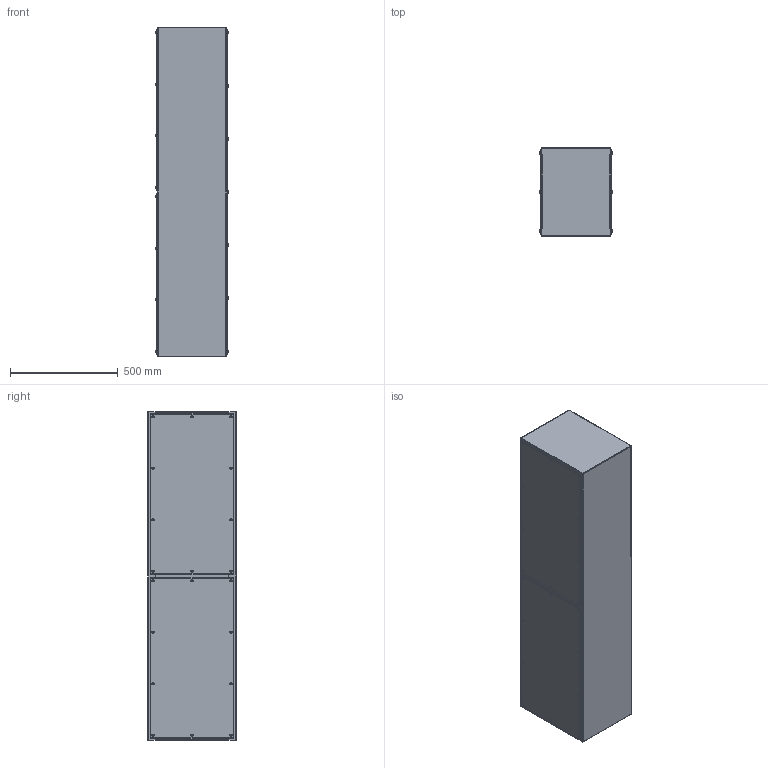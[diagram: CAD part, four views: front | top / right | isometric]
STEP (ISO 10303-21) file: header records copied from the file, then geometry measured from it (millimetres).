
FILE_DESCRIPTION(/* description */ ('NUT,RIV,C.END.10-32X.080-.130G'),/* implementation_level */ '2;1');
FILE_NAME(/* name */ 'WC1460T.stp',/* time_stamp */ '2017-06-26T15:07:35-05:00',/* author */ ('wford'),/* organization */ ('HUBBELL-WIEGMANN'),/* preprocessor_version */ 'ST-DEVELOPER v16.1',/* originating_system */ 'Autodesk Inventor 2016',/* authorisation */ 'MATTHEW BRUSH');
FILE_SCHEMA (('AUTOMOTIVE_DESIGN { 1 0 10303 214 3 1 1 }'));
Length unit declared in the file: inch
Products named in the file (10): 34984; WC14TLRS; WC1460TTB; 39035; 39077; 372163; WC1460TCVP; WC1460TCVPBACK; WC14MLS; WC14_T-assm
Assembly tree (158 placements, depth 2):
  WC14_T-assm
    34984  x39
    WC14TLRS  x2
    WC1460TTB  x2
    39035  x37
    39077  x37
    372163  x37
    WC1460TCVP
    WC1460TCVPBACK  x2
    WC14MLS
Bounding box: 341.64 x 409.57 x 1527.17 mm (x, y, z)
Volume: 5076892.2 mm3; surface area: 5463748.2 mm2
Topology: 158 solids, 158 shells, 3070 faces, 7496 edges, 4857 vertices
Faces by surface type: plane 1590, cylinder 638, cone 596, torus 185, sphere 37, bspline 24
Full cylindrical faces by diameter (mm): 3.962 x39, 4.775 x37, 4.826 x37, 4.978 x39, 6.299 x39, 6.35 x38, 6.528 x34, 7.061 x37, 9.474 x37, 10.312 x39, 11.112 x37, 11.506 x37
Entity records: 9437 total; most frequent: CARTESIAN_POINT 2209, DIRECTION 1482, ORIENTED_EDGE 1104, AXIS2_PLACEMENT_3D 593, EDGE_CURVE 552, EDGE_LOOP 418, VERTEX_POINT 372, LINE 296
